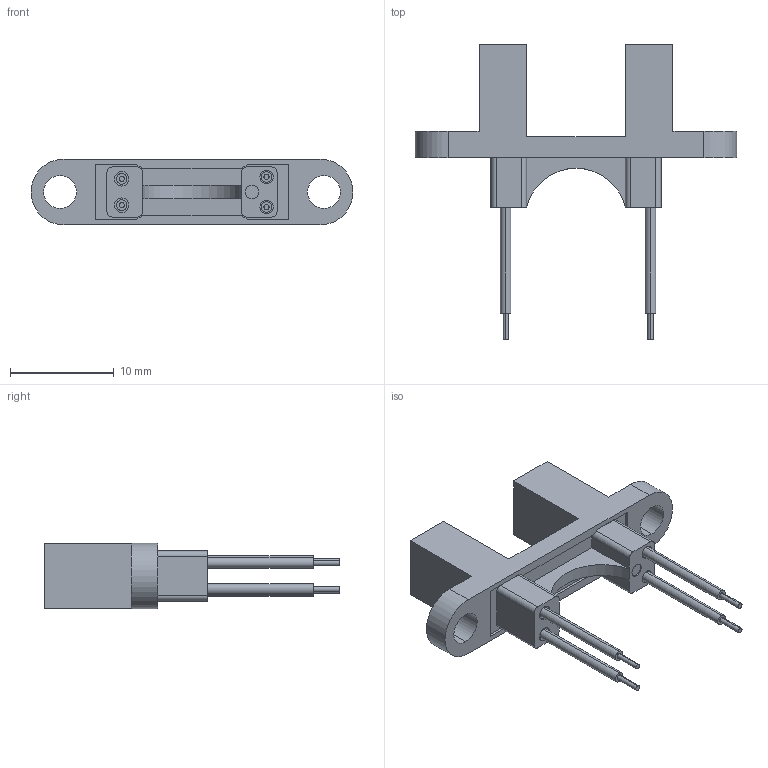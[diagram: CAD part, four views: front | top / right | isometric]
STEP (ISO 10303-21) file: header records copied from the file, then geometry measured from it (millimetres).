
FILE_DESCRIPTION (( 'STEP AP214' ), '1' );
FILE_NAME ('OPB800W51Z.STEP', '2019-06-05T20:01:56', ( '' ), ( '' ), 'SwSTEP 2.0', 'SolidWorks 2018', '' );
FILE_SCHEMA (( 'AUTOMOTIVE_DESIGN' ));
Length unit declared in the file: inch
Products named in the file (1): OPB800W51Z
Bounding box: 30.99 x 28.45 x 6.35 mm (x, y, z)
Volume: 1097.7 mm3; surface area: 1290.1 mm2
Topology: 1 solids, 1 shells, 126 faces, 314 edges, 208 vertices
Faces by surface type: plane 69, cylinder 43, bspline 14
Entity records: 5314 total; most frequent: CARTESIAN_POINT 1559, ORIENTED_EDGE 628, DIRECTION 598, EDGE_CURVE 314, VERTEX_POINT 208, LINE 200, VECTOR 200, AXIS2_PLACEMENT_3D 199
